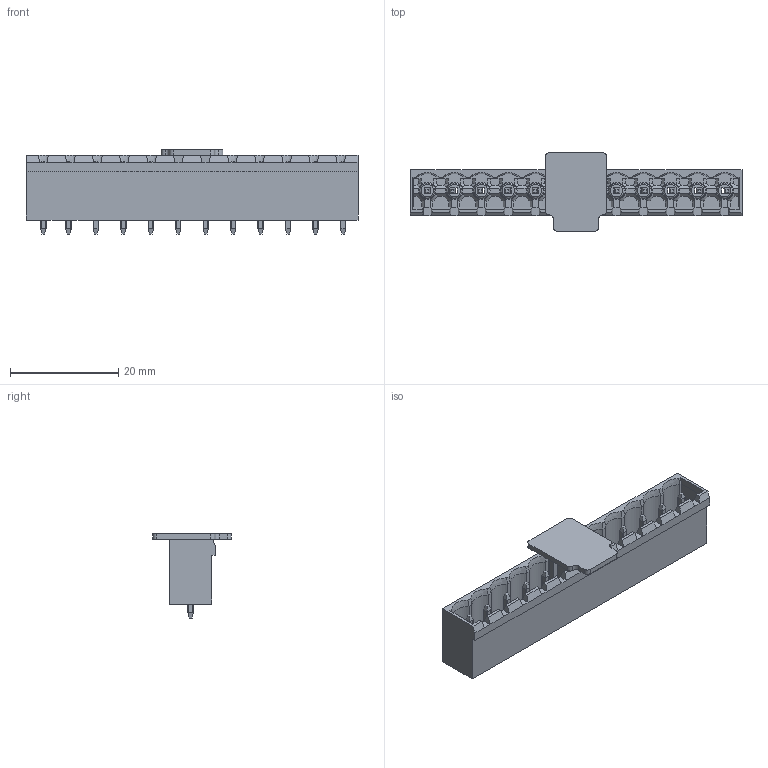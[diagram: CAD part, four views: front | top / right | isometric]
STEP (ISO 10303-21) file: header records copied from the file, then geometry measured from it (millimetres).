
FILE_DESCRIPTION(/* description */ ('Unknown'),/* implementation_level */ '2;1');
FILE_NAME(/* name */ '691701700112B',/* time_stamp */ '2024-01-10T09:41:44+01:00',/* author */ ('Unknown'),/* organization */ ('Unknown'),/* preprocessor_version */ 'ST-DEVELOPER v18.102',/* originating_system */ 'Solid Edge',/* authorisation */ 'Unknown');
FILE_SCHEMA (('AUTOMOTIVE_DESIGN {1 0 10303 214 3 1 1}'));
Length unit declared in the file: millimetre
Products named in the file (4): 6917017001xxB; 691701700112B; 6917015000xxB_Pin; 6917015000xxB_CAP
Assembly tree (14 placements, depth 2):
  6917017001xxB
    691701700112B
    6917015000xxB_Pin  x12
    6917015000xxB_CAP
Bounding box: 61.4 x 14.5 x 15.58 mm (x, y, z)
Volume: 2645.8 mm3; surface area: 6075.4 mm2
Topology: 14 solids, 14 shells, 981 faces, 2618 edges, 1680 vertices
Faces by surface type: plane 757, cylinder 116, cone 72, torus 24, sphere 12
Entity records: 23662 total; most frequent: CARTESIAN_POINT 4456, ORIENTED_EDGE 4012, DIRECTION 3754, EDGE_CURVE 2006, LINE 1614, VECTOR 1614, VERTEX_POINT 1292, AXIS2_PLACEMENT_3D 1070
